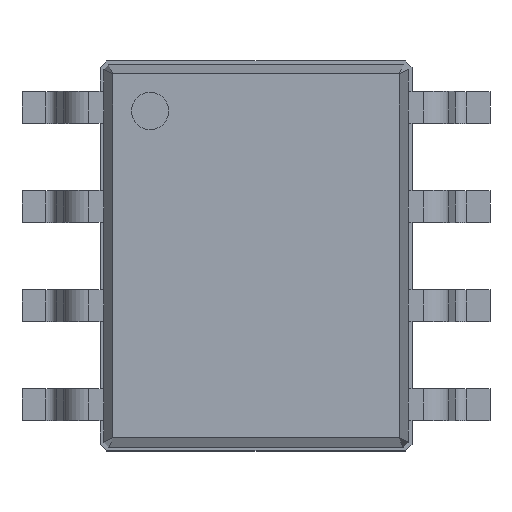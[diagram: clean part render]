
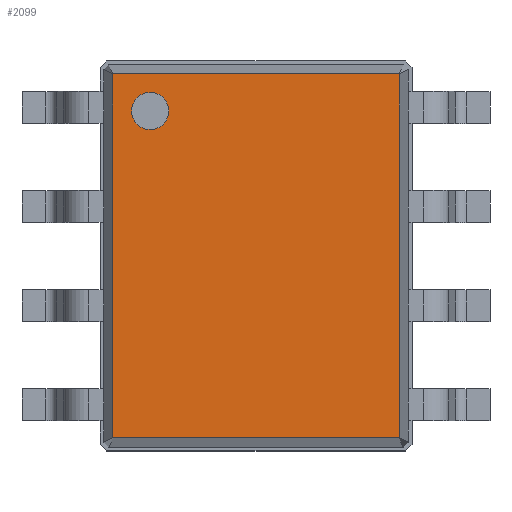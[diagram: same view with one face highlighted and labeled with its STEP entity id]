
A CAD part, top view. The second image highlights one B-rep face of the part: STEP entity #2099.
In plain terms, the highlighted planar face has unit normal (0, 0, 1).
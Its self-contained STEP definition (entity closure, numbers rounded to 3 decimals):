
#13=DIRECTION('',(0.,0.,1.));
#14=DIRECTION('',(1.,0.,-0.));
#51=VECTOR('',#52,1.);
#52=DIRECTION('',(1.,0.,0.));
#65=VECTOR('',#66,1.);
#66=DIRECTION('',(0.,-1.,0.));
#79=VECTOR('',#80,1.);
#80=DIRECTION('',(-1.,0.,0.));
#91=VECTOR('',#92,1.);
#92=DIRECTION('',(0.,1.,0.));
#95=DIRECTION('',(-0.,0.,1.));
#803=VERTEX_POINT('',#804);
#804=CARTESIAN_POINT('',(-1.834,2.333,1.75));
#806=ORIENTED_EDGE('',*,*,#807,.F.);
#807=EDGE_CURVE('',#808,#803,#810,.T.);
#808=VERTEX_POINT('',#809);
#809=CARTESIAN_POINT('',(-1.834,-2.333,1.75));
#810=LINE('',#809,#91);
#821=VERTEX_POINT('',#822);
#822=CARTESIAN_POINT('',(-1.833,2.334,1.75));
#824=ORIENTED_EDGE('',*,*,#825,.F.);
#825=EDGE_CURVE('',#803,#821,#826,.T.);
#826=LINE('',#804,#827);
#827=VECTOR('',#828,1.);
#828=DIRECTION('',(0.707,0.707,0.));
#837=VERTEX_POINT('',#838);
#838=CARTESIAN_POINT('',(1.833,2.334,1.75));
#840=ORIENTED_EDGE('',*,*,#841,.F.);
#841=EDGE_CURVE('',#821,#837,#842,.T.);
#842=LINE('',#822,#51);
#851=VERTEX_POINT('',#852);
#852=CARTESIAN_POINT('',(1.834,2.333,1.75));
#854=ORIENTED_EDGE('',*,*,#855,.F.);
#855=EDGE_CURVE('',#837,#851,#856,.T.);
#856=LINE('',#838,#857);
#857=VECTOR('',#858,1.);
#858=DIRECTION('',(0.707,-0.707,0.));
#899=VERTEX_POINT('',#900);
#900=CARTESIAN_POINT('',(1.834,-2.333,1.75));
#902=ORIENTED_EDGE('',*,*,#903,.F.);
#903=EDGE_CURVE('',#851,#899,#904,.T.);
#904=LINE('',#852,#65);
#2099=ADVANCED_FACE('',(#2100,#2119),#2128,.T.);
#2100=FACE_BOUND('',#2101,.T.);
#2101=EDGE_LOOP('',(#824,#806,#2102,#2109,#2114,#902,#854,#840));
#2102=ORIENTED_EDGE('',*,*,#2103,.F.);
#2103=EDGE_CURVE('',#2104,#808,#2106,.T.);
#2104=VERTEX_POINT('',#2105);
#2105=CARTESIAN_POINT('',(-1.833,-2.334,1.75));
#2106=LINE('',#2105,#2107);
#2107=VECTOR('',#2108,1.);
#2108=DIRECTION('',(-0.707,0.707,0.));
#2109=ORIENTED_EDGE('',*,*,#2110,.F.);
#2110=EDGE_CURVE('',#2111,#2104,#2113,.T.);
#2111=VERTEX_POINT('',#2112);
#2112=CARTESIAN_POINT('',(1.833,-2.334,1.75));
#2113=LINE('',#2112,#79);
#2114=ORIENTED_EDGE('',*,*,#2115,.F.);
#2115=EDGE_CURVE('',#899,#2111,#2116,.T.);
#2116=LINE('',#900,#2117);
#2117=VECTOR('',#2118,1.);
#2118=DIRECTION('',(-0.707,-0.707,0.));
#2119=FACE_BOUND('',#2120,.T.);
#2120=EDGE_LOOP('',(#2121));
#2121=ORIENTED_EDGE('',*,*,#2122,.F.);
#2122=EDGE_CURVE('',#2123,#2123,#2125,.T.);
#2123=VERTEX_POINT('',#2124);
#2124=CARTESIAN_POINT('',(-1.119,1.857,1.75));
#2125=CIRCLE('',#2126,0.238);
#2126=AXIS2_PLACEMENT_3D('',#2127,#13,#14);
#2127=CARTESIAN_POINT('',(-1.357,1.857,1.75));
#2128=PLANE('',#2129);
#2129=AXIS2_PLACEMENT_3D('',#804,#95,#2130);
#2130=DIRECTION('',(0.618,-0.786,0.));
